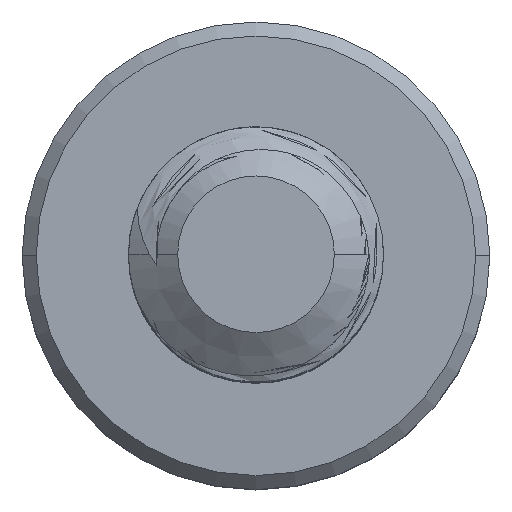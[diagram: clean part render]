
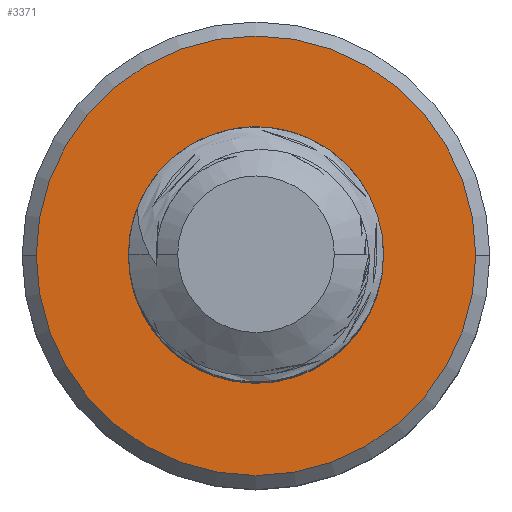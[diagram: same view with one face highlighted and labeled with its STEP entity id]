
A CAD part, top view. The second image highlights one B-rep face of the part: STEP entity #3371.
In plain terms, the highlighted planar face has unit normal (0, 0, 1).
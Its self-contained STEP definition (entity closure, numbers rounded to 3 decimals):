
#134 = ORIENTED_EDGE ( 'NONE', *, *, #5515, .T. ) ;
#658 = ORIENTED_EDGE ( 'NONE', *, *, #3702, .T. ) ;
#731 = CIRCLE ( 'NONE', #2332, 1.5 ) ;
#877 = DIRECTION ( 'NONE',  ( 0., 0., 1. ) ) ;
#883 = FACE_BOUND ( 'NONE', #4384, .T. ) ;
#986 = CARTESIAN_POINT ( 'NONE',  ( 2.585, 0., -10. ) ) ;
#1065 = DIRECTION ( 'NONE',  ( -1., 0., 0. ) ) ;
#1168 = AXIS2_PLACEMENT_3D ( 'NONE', #4592, #2466, #2921 ) ;
#1433 = EDGE_LOOP ( 'NONE', ( #658, #134 ) ) ;
#1437 = CARTESIAN_POINT ( 'NONE',  ( 0., 0., -10. ) ) ;
#1450 = ORIENTED_EDGE ( 'NONE', *, *, #3391, .F. ) ;
#1630 = CARTESIAN_POINT ( 'NONE',  ( 0., 0., -10. ) ) ;
#1688 = ORIENTED_EDGE ( 'NONE', *, *, #3173, .F. ) ;
#1743 = CARTESIAN_POINT ( 'NONE',  ( 0., 0., -10. ) ) ;
#1845 = DIRECTION ( 'NONE',  ( 1., 0., 0. ) ) ;
#2160 = VERTEX_POINT ( 'NONE', #5574 ) ;
#2332 = AXIS2_PLACEMENT_3D ( 'NONE', #1630, #5065, #3283 ) ;
#2466 = DIRECTION ( 'NONE',  ( 0., 0., -1. ) ) ;
#2541 = AXIS2_PLACEMENT_3D ( 'NONE', #1437, #4438, #1845 ) ;
#2641 = CIRCLE ( 'NONE', #2985, 2.585 ) ;
#2674 = VERTEX_POINT ( 'NONE', #986 ) ;
#2836 = VERTEX_POINT ( 'NONE', #4152 ) ;
#2879 = AXIS2_PLACEMENT_3D ( 'NONE', #4020, #3158, #1065 ) ;
#2921 = DIRECTION ( 'NONE',  ( -1., 0., 0. ) ) ;
#2985 = AXIS2_PLACEMENT_3D ( 'NONE', #1743, #877, #3047 ) ;
#3047 = DIRECTION ( 'NONE',  ( -1., 0., 0. ) ) ;
#3109 = FACE_OUTER_BOUND ( 'NONE', #1433, .T. ) ;
#3158 = DIRECTION ( 'NONE',  ( 0., 0., 1. ) ) ;
#3173 = EDGE_CURVE ( 'NONE', #3600, #2160, #3513, .T. ) ;
#3283 = DIRECTION ( 'NONE',  ( 1., 0., 0. ) ) ;
#3371 = ADVANCED_FACE ( 'NONE', ( #3109, #883 ), #5327, .F. ) ;
#3391 = EDGE_CURVE ( 'NONE', #2160, #3600, #731, .T. ) ;
#3513 = CIRCLE ( 'NONE', #2541, 1.5 ) ;
#3600 = VERTEX_POINT ( 'NONE', #3865 ) ;
#3702 = EDGE_CURVE ( 'NONE', #2836, #2674, #2641, .T. ) ;
#3865 = CARTESIAN_POINT ( 'NONE',  ( 1.5, 0., -10. ) ) ;
#4020 = CARTESIAN_POINT ( 'NONE',  ( 0., 0., -10. ) ) ;
#4152 = CARTESIAN_POINT ( 'NONE',  ( -2.585, 0., -10. ) ) ;
#4373 = CIRCLE ( 'NONE', #2879, 2.585 ) ;
#4384 = EDGE_LOOP ( 'NONE', ( #1688, #1450 ) ) ;
#4438 = DIRECTION ( 'NONE',  ( 0., 0., 1. ) ) ;
#4592 = CARTESIAN_POINT ( 'NONE',  ( 0., 0., -10. ) ) ;
#5065 = DIRECTION ( 'NONE',  ( 0., 0., 1. ) ) ;
#5327 = PLANE ( 'NONE',  #1168 ) ;
#5515 = EDGE_CURVE ( 'NONE', #2674, #2836, #4373, .T. ) ;
#5574 = CARTESIAN_POINT ( 'NONE',  ( -1.5, 0., -10. ) ) ;
